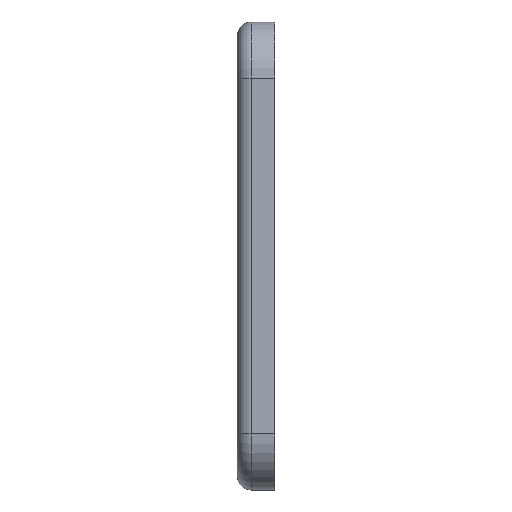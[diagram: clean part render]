
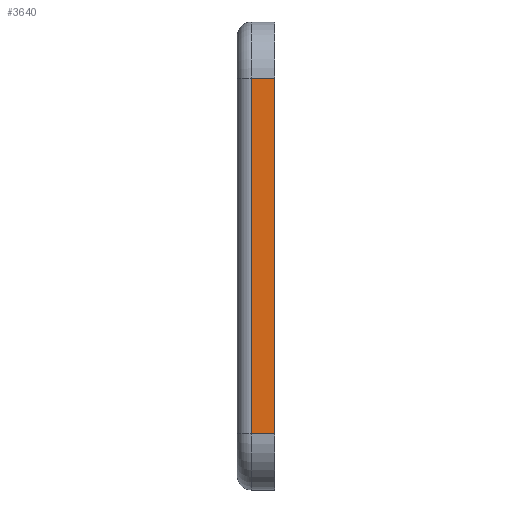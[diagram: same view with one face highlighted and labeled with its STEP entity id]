
A CAD part, left-side view. The second image highlights one B-rep face of the part: STEP entity #3640.
In plain terms, the highlighted planar face has unit normal (-1, 0, 0).
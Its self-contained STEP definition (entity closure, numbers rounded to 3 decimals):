
#202 = CYLINDRICAL_SURFACE('',#203,1.5);
#203 = AXIS2_PLACEMENT_3D('',#204,#205,#206);
#204 = CARTESIAN_POINT('',(-23.5,-1.5,-7.3));
#205 = DIRECTION('',(0.,0.,1.));
#206 = DIRECTION('',(0.,1.,0.));
#1576 = VERTEX_POINT('',#1577);
#1577 = CARTESIAN_POINT('',(-25.,-1.5,30.7));
#1639 = CYLINDRICAL_SURFACE('',#1640,6.);
#1640 = AXIS2_PLACEMENT_3D('',#1641,#1642,#1643);
#1641 = CARTESIAN_POINT('',(-19.,0.,30.7));
#1642 = DIRECTION('',(0.,-1.,0.));
#1643 = DIRECTION('',(0.,0.,1.));
#1732 = VERTEX_POINT('',#1733);
#1733 = CARTESIAN_POINT('',(-25.,-1.5,-7.3));
#1755 = EDGE_CURVE('',#1732,#1576,#1756,.T.);
#1756 = SURFACE_CURVE('',#1757,(#1761,#1768),.PCURVE_S1.);
#1757 = LINE('',#1758,#1759);
#1758 = CARTESIAN_POINT('',(-25.,-1.5,-7.3));
#1759 = VECTOR('',#1760,1.);
#1760 = DIRECTION('',(0.,0.,1.));
#1761 = PCURVE('',#202,#1762);
#1762 = DEFINITIONAL_REPRESENTATION('',(#1763),#1767);
#1763 = LINE('',#1764,#1765);
#1764 = CARTESIAN_POINT('',(1.571,0.));
#1765 = VECTOR('',#1766,1.);
#1766 = DIRECTION('',(0.,1.));
#1767 = ( GEOMETRIC_REPRESENTATION_CONTEXT(2) 
PARAMETRIC_REPRESENTATION_CONTEXT() REPRESENTATION_CONTEXT('2D SPACE',''
  ) );
#1768 = PCURVE('',#1769,#1774);
#1769 = PLANE('',#1770);
#1770 = AXIS2_PLACEMENT_3D('',#1771,#1772,#1773);
#1771 = CARTESIAN_POINT('',(-25.,0.,-13.3));
#1772 = DIRECTION('',(-1.,0.,0.));
#1773 = DIRECTION('',(0.,0.,1.));
#1774 = DEFINITIONAL_REPRESENTATION('',(#1775),#1779);
#1775 = LINE('',#1776,#1777);
#1776 = CARTESIAN_POINT('',(6.,-1.5));
#1777 = VECTOR('',#1778,1.);
#1778 = DIRECTION('',(1.,0.));
#1779 = ( GEOMETRIC_REPRESENTATION_CONTEXT(2) 
PARAMETRIC_REPRESENTATION_CONTEXT() REPRESENTATION_CONTEXT('2D SPACE',''
  ) );
#1827 = CYLINDRICAL_SURFACE('',#1828,6.);
#1828 = AXIS2_PLACEMENT_3D('',#1829,#1830,#1831);
#1829 = CARTESIAN_POINT('',(-19.,0.,-7.3));
#1830 = DIRECTION('',(0.,-1.,0.));
#1831 = DIRECTION('',(-1.,0.,0.));
#2211 = PLANE('',#2212);
#2212 = AXIS2_PLACEMENT_3D('',#2213,#2214,#2215);
#2213 = CARTESIAN_POINT('',(0.,-4.,13.002));
#2214 = DIRECTION('',(0.,-1.,0.));
#2215 = DIRECTION('',(1.,0.,0.));
#3517 = EDGE_CURVE('',#1576,#3518,#3520,.T.);
#3518 = VERTEX_POINT('',#3519);
#3519 = CARTESIAN_POINT('',(-25.,-4.,30.7));
#3520 = SURFACE_CURVE('',#3521,(#3525,#3532),.PCURVE_S1.);
#3521 = LINE('',#3522,#3523);
#3522 = CARTESIAN_POINT('',(-25.,0.,30.7));
#3523 = VECTOR('',#3524,1.);
#3524 = DIRECTION('',(0.,-1.,0.));
#3525 = PCURVE('',#1639,#3526);
#3526 = DEFINITIONAL_REPRESENTATION('',(#3527),#3531);
#3527 = LINE('',#3528,#3529);
#3528 = CARTESIAN_POINT('',(1.571,0.));
#3529 = VECTOR('',#3530,1.);
#3530 = DIRECTION('',(0.,1.));
#3531 = ( GEOMETRIC_REPRESENTATION_CONTEXT(2) 
PARAMETRIC_REPRESENTATION_CONTEXT() REPRESENTATION_CONTEXT('2D SPACE',''
  ) );
#3532 = PCURVE('',#1769,#3533);
#3533 = DEFINITIONAL_REPRESENTATION('',(#3534),#3538);
#3534 = LINE('',#3535,#3536);
#3535 = CARTESIAN_POINT('',(44.,0.));
#3536 = VECTOR('',#3537,1.);
#3537 = DIRECTION('',(0.,-1.));
#3538 = ( GEOMETRIC_REPRESENTATION_CONTEXT(2) 
PARAMETRIC_REPRESENTATION_CONTEXT() REPRESENTATION_CONTEXT('2D SPACE',''
  ) );
#3640 = ADVANCED_FACE('',(#3641),#1769,.T.);
#3641 = FACE_BOUND('',#3642,.T.);
#3642 = EDGE_LOOP('',(#3643,#3666,#3687,#3688));
#3643 = ORIENTED_EDGE('',*,*,#3644,.T.);
#3644 = EDGE_CURVE('',#1732,#3645,#3647,.T.);
#3645 = VERTEX_POINT('',#3646);
#3646 = CARTESIAN_POINT('',(-25.,-4.,-7.3));
#3647 = SURFACE_CURVE('',#3648,(#3652,#3659),.PCURVE_S1.);
#3648 = LINE('',#3649,#3650);
#3649 = CARTESIAN_POINT('',(-25.,0.,-7.3));
#3650 = VECTOR('',#3651,1.);
#3651 = DIRECTION('',(0.,-1.,0.));
#3652 = PCURVE('',#1769,#3653);
#3653 = DEFINITIONAL_REPRESENTATION('',(#3654),#3658);
#3654 = LINE('',#3655,#3656);
#3655 = CARTESIAN_POINT('',(6.,0.));
#3656 = VECTOR('',#3657,1.);
#3657 = DIRECTION('',(0.,-1.));
#3658 = ( GEOMETRIC_REPRESENTATION_CONTEXT(2) 
PARAMETRIC_REPRESENTATION_CONTEXT() REPRESENTATION_CONTEXT('2D SPACE',''
  ) );
#3659 = PCURVE('',#1827,#3660);
#3660 = DEFINITIONAL_REPRESENTATION('',(#3661),#3665);
#3661 = LINE('',#3662,#3663);
#3662 = CARTESIAN_POINT('',(0.,0.));
#3663 = VECTOR('',#3664,1.);
#3664 = DIRECTION('',(0.,1.));
#3665 = ( GEOMETRIC_REPRESENTATION_CONTEXT(2) 
PARAMETRIC_REPRESENTATION_CONTEXT() REPRESENTATION_CONTEXT('2D SPACE',''
  ) );
#3666 = ORIENTED_EDGE('',*,*,#3667,.T.);
#3667 = EDGE_CURVE('',#3645,#3518,#3668,.T.);
#3668 = SURFACE_CURVE('',#3669,(#3673,#3680),.PCURVE_S1.);
#3669 = LINE('',#3670,#3671);
#3670 = CARTESIAN_POINT('',(-25.,-4.,-13.3));
#3671 = VECTOR('',#3672,1.);
#3672 = DIRECTION('',(0.,0.,1.));
#3673 = PCURVE('',#1769,#3674);
#3674 = DEFINITIONAL_REPRESENTATION('',(#3675),#3679);
#3675 = LINE('',#3676,#3677);
#3676 = CARTESIAN_POINT('',(0.,-4.));
#3677 = VECTOR('',#3678,1.);
#3678 = DIRECTION('',(1.,0.));
#3679 = ( GEOMETRIC_REPRESENTATION_CONTEXT(2) 
PARAMETRIC_REPRESENTATION_CONTEXT() REPRESENTATION_CONTEXT('2D SPACE',''
  ) );
#3680 = PCURVE('',#2211,#3681);
#3681 = DEFINITIONAL_REPRESENTATION('',(#3682),#3686);
#3682 = LINE('',#3683,#3684);
#3683 = CARTESIAN_POINT('',(-25.,-26.302));
#3684 = VECTOR('',#3685,1.);
#3685 = DIRECTION('',(0.,1.));
#3686 = ( GEOMETRIC_REPRESENTATION_CONTEXT(2) 
PARAMETRIC_REPRESENTATION_CONTEXT() REPRESENTATION_CONTEXT('2D SPACE',''
  ) );
#3687 = ORIENTED_EDGE('',*,*,#3517,.F.);
#3688 = ORIENTED_EDGE('',*,*,#1755,.F.);
